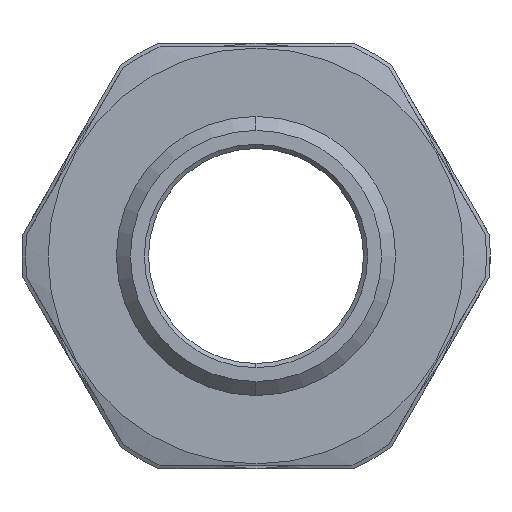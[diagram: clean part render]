
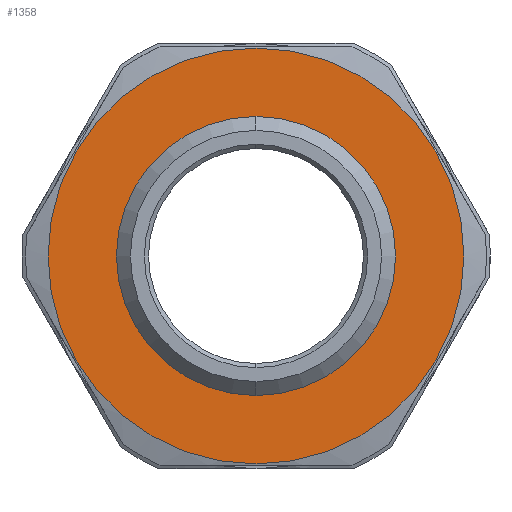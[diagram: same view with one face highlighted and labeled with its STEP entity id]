
A CAD part, left-side view. The second image highlights one B-rep face of the part: STEP entity #1358.
In plain terms, the highlighted planar face has unit normal (-1, 0, 0).
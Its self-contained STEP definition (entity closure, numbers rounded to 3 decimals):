
#6 = EDGE_CURVE ( 'NONE', #1357, #3386, #1948, .T. ) ;
#17 = AXIS2_PLACEMENT_3D ( 'NONE', #2481, #2465, #2429 ) ;
#139 = EDGE_LOOP ( 'NONE', ( #2236, #462 ) ) ;
#150 = DIRECTION ( 'NONE',  ( 0., 0., -1. ) ) ;
#209 = AXIS2_PLACEMENT_3D ( 'NONE', #3349, #1775, #150 ) ;
#348 = EDGE_CURVE ( 'NONE', #2472, #920, #1131, .T. ) ;
#402 = CARTESIAN_POINT ( 'NONE',  ( 10.3, 0., 14.9 ) ) ;
#408 = EDGE_CURVE ( 'NONE', #920, #2472, #1588, .T. ) ;
#462 = ORIENTED_EDGE ( 'NONE', *, *, #6, .F. ) ;
#692 = CARTESIAN_POINT ( 'NONE',  ( 10.3, 0., -10. ) ) ;
#717 = DIRECTION ( 'NONE',  ( 1., 0., 0. ) ) ;
#920 = VERTEX_POINT ( 'NONE', #3412 ) ;
#1067 = EDGE_CURVE ( 'NONE', #3386, #1357, #3285, .T. ) ;
#1118 = AXIS2_PLACEMENT_3D ( 'NONE', #2335, #717, #2618 ) ;
#1131 = CIRCLE ( 'NONE', #209, 14.9 ) ;
#1357 = VERTEX_POINT ( 'NONE', #1845 ) ;
#1358 = ADVANCED_FACE ( 'NONE', ( #1434, #1365 ), #1813, .F. ) ;
#1365 = FACE_BOUND ( 'NONE', #139, .T. ) ;
#1434 = FACE_OUTER_BOUND ( 'NONE', #2045, .T. ) ;
#1555 = DIRECTION ( 'NONE',  ( 0., 0., -1. ) ) ;
#1571 = DIRECTION ( 'NONE',  ( 1., 0., 0. ) ) ;
#1588 = CIRCLE ( 'NONE', #1118, 14.9 ) ;
#1775 = DIRECTION ( 'NONE',  ( 1., 0., 0. ) ) ;
#1794 = AXIS2_PLACEMENT_3D ( 'NONE', #2649, #2635, #2610 ) ;
#1813 = PLANE ( 'NONE',  #3150 ) ;
#1839 = ORIENTED_EDGE ( 'NONE', *, *, #348, .F. ) ;
#1845 = CARTESIAN_POINT ( 'NONE',  ( 10.3, 0., 10. ) ) ;
#1948 = CIRCLE ( 'NONE', #1794, 10. ) ;
#2004 = ORIENTED_EDGE ( 'NONE', *, *, #408, .F. ) ;
#2045 = EDGE_LOOP ( 'NONE', ( #2004, #1839 ) ) ;
#2086 = CARTESIAN_POINT ( 'NONE',  ( 10.3, 0., -17. ) ) ;
#2236 = ORIENTED_EDGE ( 'NONE', *, *, #1067, .F. ) ;
#2335 = CARTESIAN_POINT ( 'NONE',  ( 10.3, 0., 0. ) ) ;
#2429 = DIRECTION ( 'NONE',  ( 0., 0., 1. ) ) ;
#2465 = DIRECTION ( 'NONE',  ( -1., 0., 0. ) ) ;
#2472 = VERTEX_POINT ( 'NONE', #402 ) ;
#2481 = CARTESIAN_POINT ( 'NONE',  ( 10.3, 0., 0. ) ) ;
#2610 = DIRECTION ( 'NONE',  ( 0., 0., 1. ) ) ;
#2618 = DIRECTION ( 'NONE',  ( 0., 0., -1. ) ) ;
#2635 = DIRECTION ( 'NONE',  ( -1., 0., 0. ) ) ;
#2649 = CARTESIAN_POINT ( 'NONE',  ( 10.3, 0., 0. ) ) ;
#3150 = AXIS2_PLACEMENT_3D ( 'NONE', #2086, #1571, #1555 ) ;
#3285 = CIRCLE ( 'NONE', #17, 10. ) ;
#3349 = CARTESIAN_POINT ( 'NONE',  ( 10.3, 0., 0. ) ) ;
#3386 = VERTEX_POINT ( 'NONE', #692 ) ;
#3412 = CARTESIAN_POINT ( 'NONE',  ( 10.3, 0., -14.9 ) ) ;
